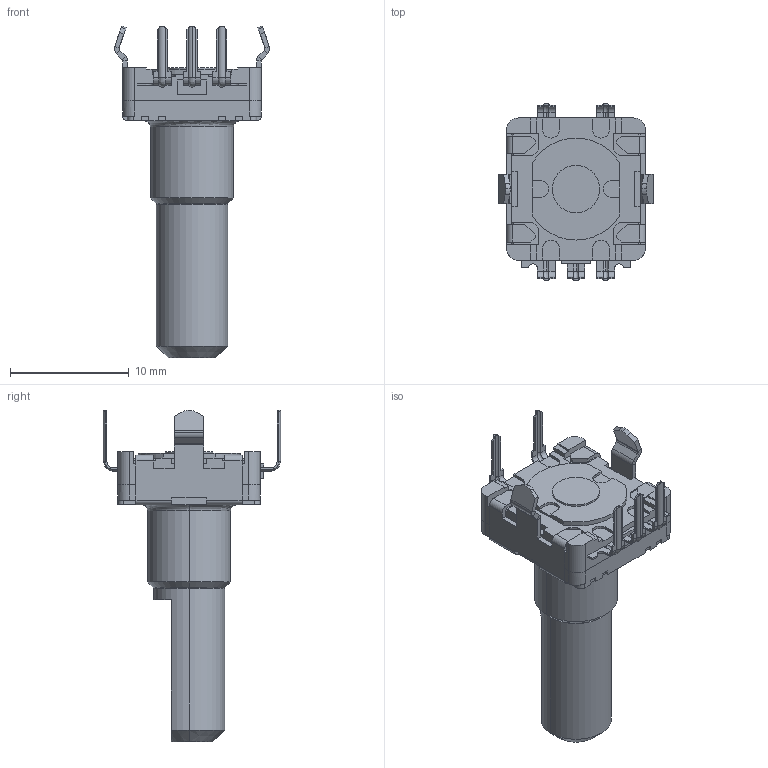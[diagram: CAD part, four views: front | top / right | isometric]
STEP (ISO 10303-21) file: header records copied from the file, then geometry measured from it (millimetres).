
FILE_DESCRIPTION(('STEP AP203'),'1');
FILE_NAME('ec11e15204a3.stp','2021-08-11T21:56:07',('TraceParts'),('TraceParts S.A.'),'Spatial InterOp 3D',' ',' ');
FILE_SCHEMA(('CONFIG_CONTROL_DESIGN'));
Length unit declared in the file: millimetre
Products named in the file (1): 1
Bounding box: 13.1 x 14.95 x 28 mm (x, y, z)
Volume: 1149.8 mm3; surface area: 1049.1 mm2
Topology: 1 solids, 1 shells, 485 faces, 1238 edges, 768 vertices
Faces by surface type: plane 346, cylinder 122, bspline 12, cone 5
Entity records: 14755 total; most frequent: CARTESIAN_POINT 2983, ORIENTED_EDGE 2476, DIRECTION 2381, EDGE_CURVE 1238, LINE 981, VECTOR 981, VERTEX_POINT 768, AXIS2_PLACEMENT_3D 700
